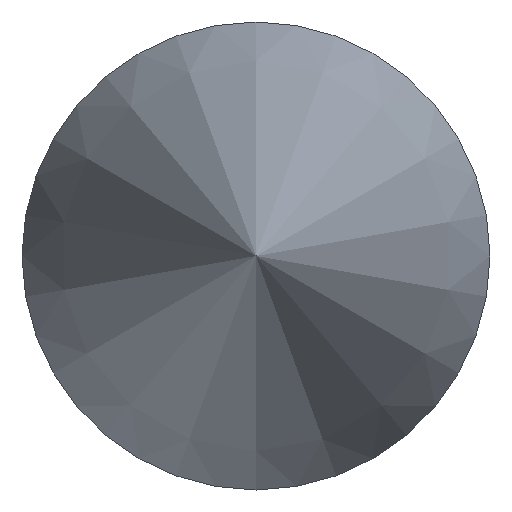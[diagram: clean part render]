
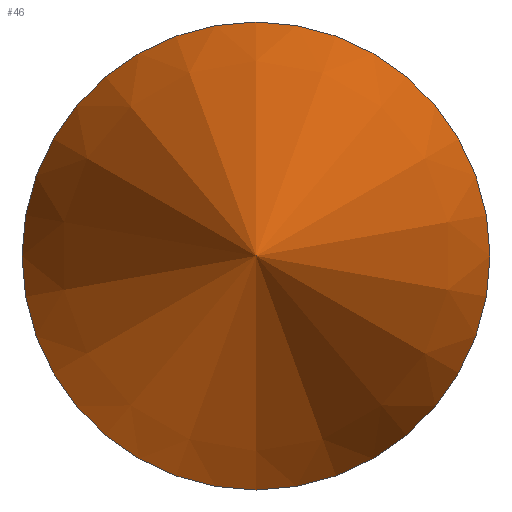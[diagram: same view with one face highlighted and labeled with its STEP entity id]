
A CAD part, front view. The second image highlights one B-rep face of the part: STEP entity #46.
In plain terms, the highlighted conical face has half-angle 17.354 degrees and reference radius 1.587 mm.
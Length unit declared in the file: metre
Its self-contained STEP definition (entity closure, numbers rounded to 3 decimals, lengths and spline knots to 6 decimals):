
#20=VERTEX_LOOP('',#31);
#21=CONICAL_SURFACE('',#64,0.001588,0.303);
#26=ORIENTED_EDGE('',*,*,#27,.F.);
#27=EDGE_CURVE('',#29,#29,#32,.F.);
#29=VERTEX_POINT('',#80);
#31=VERTEX_POINT('',#85);
#32=CIRCLE('',#61,0.001588);
#37=EDGE_LOOP('',(#26));
#41=FACE_BOUND('',#37,.T.);
#42=FACE_BOUND('',#20,.T.);
#46=ADVANCED_FACE('',(#41,#42),#21,.T.);
#61=AXIS2_PLACEMENT_3D('',#79,#69,#70);
#64=AXIS2_PLACEMENT_3D('',#84,#75,#76);
#69=DIRECTION('',(0.,-1.,0.));
#70=DIRECTION('',(0.,0.,-1.));
#75=DIRECTION('',(0.,1.,0.));
#76=DIRECTION('',(0.,0.,1.));
#79=CARTESIAN_POINT('',(0.049176,-0.184421,0.0335));
#80=CARTESIAN_POINT('',(0.049176,-0.184421,0.031913));
#84=CARTESIAN_POINT('',(0.049176,-0.184421,0.0335));
#85=CARTESIAN_POINT('',(0.049176,-0.189501,0.0335));
